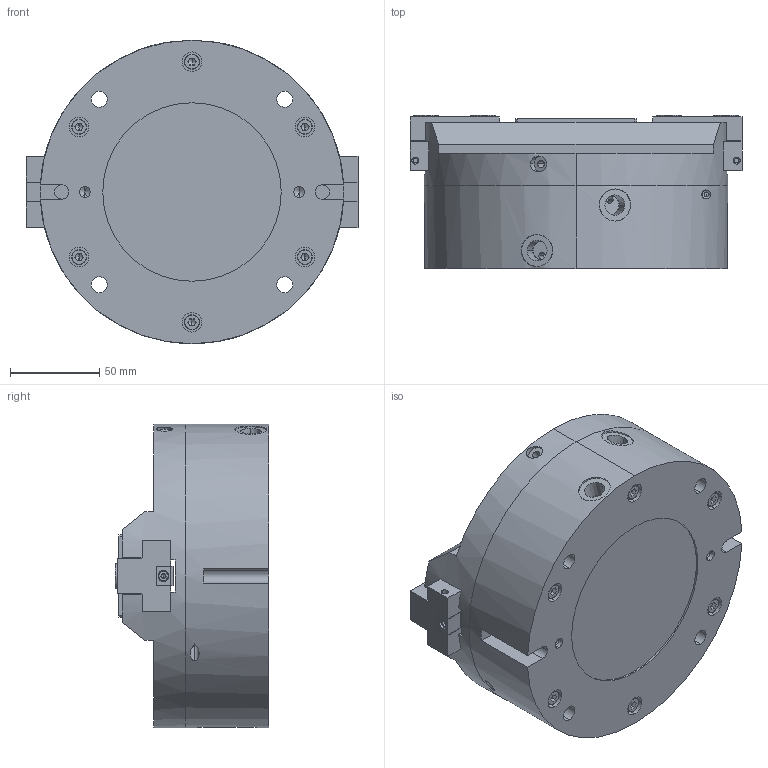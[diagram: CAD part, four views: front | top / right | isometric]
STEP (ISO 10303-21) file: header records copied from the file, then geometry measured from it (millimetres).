
FILE_DESCRIPTION (( 'STEP AP214' ), '1' );
FILE_NAME ('2PG2 160.STEP', '2012-02-28T08:20:14', ( 'xw4600' ), ( '' ), 'SwSTEP 2.0', 'SolidWorks 2010', '' );
FILE_SCHEMA (( 'AUTOMOTIVE_DESIGN' ));
Length unit declared in the file: millimetre
Products named in the file (12): 2PG2-160-02_Default; 2PG2-160-01_Default; 2PG2-160-04_Default; 2PG2-160-06_Default; 2PG2-160-06-1_Default; 2PG2-160-07_Default; 2PG2-160-10_Default; SPRING(白5.5)_Default; countersunk head screw_ISO 10642 - M3 x 8 --- 8N; Socket Head Cap Screw(M3X40)_ISO 4762 M3 x 30 --- 30N; Socket Head Cap Screw_ISO 4762 M5 x 45 --- 22N; 2PG2 160
Assembly tree (25 placements, depth 2):
  2PG2 160
    countersunk head screw_ISO 10642 - M3 x 8 --- 8N  x4
    2PG2-160-01_Default
    Socket Head Cap Screw(M3X40)_ISO 4762 M3 x 30 --- 30N  x2
    Socket Head Cap Screw_ISO 4762 M5 x 45 --- 22N  x6
    2PG2-160-02_Default
    2PG2-160-04_Default  x2
    2PG2-160-10_Default  x4
    SPRING(白5.5)_Default  x2
    2PG2-160-06_Default
    2PG2-160-07_Default
    2PG2-160-06-1_Default
Bounding box: 186 x 86 x 170 mm (x, y, z)
Volume: 1116163.4 mm3; surface area: 239509.2 mm2
Topology: 25 solids, 25 shells, 798 faces, 1884 edges, 1143 vertices
Faces by surface type: plane 357, cylinder 275, cone 120, torus 42, bspline 4
Entity records: 20717 total; most frequent: CARTESIAN_POINT 8364, DIRECTION 2537, ORIENTED_EDGE 2234, EDGE_CURVE 1117, AXIS2_PLACEMENT_3D 979, VERTEX_POINT 714, EDGE_LOOP 587, VECTOR 579
